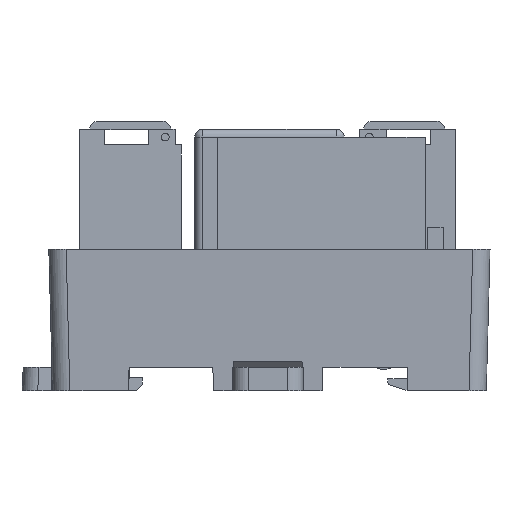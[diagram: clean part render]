
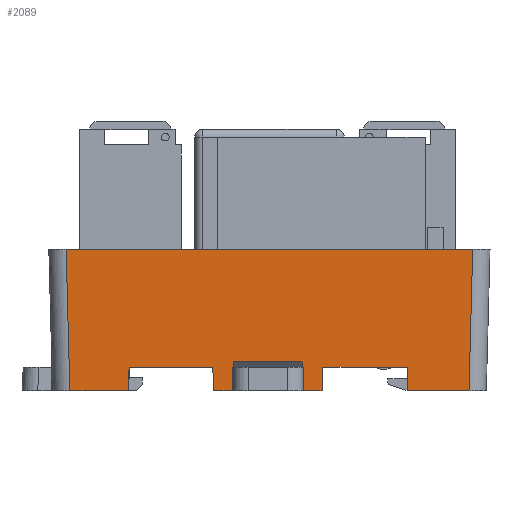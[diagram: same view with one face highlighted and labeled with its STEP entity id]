
A CAD part, left-side view. The second image highlights one B-rep face of the part: STEP entity #2089.
In plain terms, the highlighted planar face has unit normal (-1, 0, -0.026).
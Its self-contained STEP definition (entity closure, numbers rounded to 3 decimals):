
#1364=FACE_OUTER_BOUND('',#4106,.T.);
#2089=ADVANCED_FACE('',(#1364),#2869,.T.);
#2869=PLANE('',#16197);
#4106=EDGE_LOOP('',(#5791,#5792,#5793,#5794,#5795,#5796,#5797,#5798,#5799,
#5800,#5801,#5802,#5803,#5804,#5805,#5806));
#5791=ORIENTED_EDGE('',*,*,#11081,.F.);
#5792=ORIENTED_EDGE('',*,*,#11064,.T.);
#5793=ORIENTED_EDGE('',*,*,#11085,.T.);
#5794=ORIENTED_EDGE('',*,*,#10714,.T.);
#5795=ORIENTED_EDGE('',*,*,#10910,.T.);
#5796=ORIENTED_EDGE('',*,*,#10955,.T.);
#5797=ORIENTED_EDGE('',*,*,#11092,.T.);
#5798=ORIENTED_EDGE('',*,*,#10938,.F.);
#5799=ORIENTED_EDGE('',*,*,#11095,.T.);
#5800=ORIENTED_EDGE('',*,*,#10881,.T.);
#5801=ORIENTED_EDGE('',*,*,#10966,.F.);
#5802=ORIENTED_EDGE('',*,*,#10724,.T.);
#5803=ORIENTED_EDGE('',*,*,#11074,.F.);
#5804=ORIENTED_EDGE('',*,*,#11060,.T.);
#5805=ORIENTED_EDGE('',*,*,#11078,.F.);
#5806=ORIENTED_EDGE('',*,*,#11080,.T.);
#9310=VERTEX_POINT('',#21484);
#9311=VERTEX_POINT('',#21486);
#9320=VERTEX_POINT('',#21504);
#9321=VERTEX_POINT('',#21506);
#9445=VERTEX_POINT('',#21818);
#9446=VERTEX_POINT('',#21820);
#9465=VERTEX_POINT('',#21877);
#9490=VERTEX_POINT('',#21935);
#9491=VERTEX_POINT('',#21937);
#9500=VERTEX_POINT('',#21964);
#9557=VERTEX_POINT('',#22169);
#9559=VERTEX_POINT('',#22174);
#9562=VERTEX_POINT('',#22182);
#9563=VERTEX_POINT('',#22184);
#9568=VERTEX_POINT('',#22209);
#9569=VERTEX_POINT('',#22213);
#10714=EDGE_CURVE('',#9311,#9310,#12779,.T.);
#10724=EDGE_CURVE('',#9321,#9320,#12787,.T.);
#10881=EDGE_CURVE('',#9446,#9445,#12939,.T.);
#10910=EDGE_CURVE('',#9310,#9465,#12959,.T.);
#10938=EDGE_CURVE('',#9490,#9491,#12986,.T.);
#10955=EDGE_CURVE('',#9465,#9500,#12999,.T.);
#10966=EDGE_CURVE('',#9321,#9445,#13009,.T.);
#11060=EDGE_CURVE('',#9557,#9559,#13098,.T.);
#11064=EDGE_CURVE('',#9563,#9562,#13101,.T.);
#11074=EDGE_CURVE('',#9557,#9320,#13111,.T.);
#11078=EDGE_CURVE('',#9568,#9559,#13115,.T.);
#11080=EDGE_CURVE('',#9568,#9569,#13117,.T.);
#11081=EDGE_CURVE('',#9563,#9569,#13118,.T.);
#11085=EDGE_CURVE('',#9562,#9311,#13122,.T.);
#11092=EDGE_CURVE('',#9500,#9491,#13127,.T.);
#11095=EDGE_CURVE('',#9490,#9446,#13130,.T.);
#12779=LINE('',#21485,#14511);
#12787=LINE('',#21505,#14519);
#12939=LINE('',#21819,#14671);
#12959=LINE('',#21876,#14691);
#12986=LINE('',#21936,#14718);
#12999=LINE('',#21965,#14731);
#13009=LINE('',#21984,#14741);
#13098=LINE('',#22175,#14830);
#13101=LINE('',#22183,#14833);
#13111=LINE('',#22202,#14843);
#13115=LINE('',#22210,#14847);
#13117=LINE('',#22214,#14849);
#13118=LINE('',#22216,#14850);
#13122=LINE('',#22223,#14854);
#13127=LINE('',#22237,#14859);
#13130=LINE('',#22244,#14862);
#14511=VECTOR('',#17312,1.);
#14519=VECTOR('',#17324,1.);
#14671=VECTOR('',#17550,1.);
#14691=VECTOR('',#17606,1.);
#14718=VECTOR('',#17647,1.);
#14731=VECTOR('',#17672,1.);
#14741=VECTOR('',#17690,1.);
#14830=VECTOR('',#17875,1.);
#14833=VECTOR('',#17882,1.);
#14843=VECTOR('',#17900,1.);
#14847=VECTOR('',#17910,1.);
#14849=VECTOR('',#17914,1.);
#14850=VECTOR('',#17917,1.);
#14854=VECTOR('',#17927,1.);
#14859=VECTOR('',#17950,1.);
#14862=VECTOR('',#17961,1.);
#16197=AXIS2_PLACEMENT_3D('',#22246,#17964,#17965);
#17312=DIRECTION('',(0.,-1.,0.));
#17324=DIRECTION('',(0.,-1.,0.));
#17550=DIRECTION('',(0.,-1.,0.));
#17606=DIRECTION('',(0.026,-0.017,-1.));
#17647=DIRECTION('',(0.,-1.,0.));
#17672=DIRECTION('',(0.,-1.,0.));
#17690=DIRECTION('',(0.026,0.017,-1.));
#17875=DIRECTION('',(0.,-1.,0.));
#17882=DIRECTION('',(0.,-1.,0.));
#17900=DIRECTION('',(-0.026,0.035,0.999));
#17910=DIRECTION('',(0.026,0.009,-1.));
#17914=DIRECTION('',(0.,-1.,0.));
#17917=DIRECTION('',(-0.026,0.009,1.));
#17927=DIRECTION('',(-0.026,-0.035,0.999));
#17950=DIRECTION('',(-0.026,-0.026,0.999));
#17961=DIRECTION('',(0.026,-0.026,-0.999));
#17964=DIRECTION('',(-1.,0.,-0.026));
#17965=DIRECTION('',(-0.026,0.,1.));
#21484=CARTESIAN_POINT('',(-37.057,-17.55,-30.25));
#21485=CARTESIAN_POINT('',(-37.057,0.2,-30.25));
#21486=CARTESIAN_POINT('',(-37.057,-6.8,-30.25));
#21504=CARTESIAN_POINT('',(-37.057,7.2,-30.25));
#21505=CARTESIAN_POINT('',(-37.057,0.2,-30.25));
#21506=CARTESIAN_POINT('',(-37.057,17.85,-30.25));
#21818=CARTESIAN_POINT('',(-36.979,17.902,-33.25));
#21819=CARTESIAN_POINT('',(-36.979,0.2,-33.25));
#21820=CARTESIAN_POINT('',(-36.979,25.379,-33.25));
#21876=CARTESIAN_POINT('',(-37.458,-17.283,-14.956));
#21877=CARTESIAN_POINT('',(-36.979,-17.602,-33.25));
#21935=CARTESIAN_POINT('',(-37.45,25.851,-15.25));
#21936=CARTESIAN_POINT('',(-37.45,-0.3,-15.25));
#21937=CARTESIAN_POINT('',(-37.45,-25.851,-15.25));
#21964=CARTESIAN_POINT('',(-36.979,-25.379,-33.25));
#21965=CARTESIAN_POINT('',(-36.979,-0.3,-33.25));
#21984=CARTESIAN_POINT('',(-37.026,17.871,-31.454));
#22169=CARTESIAN_POINT('',(-36.979,7.095,-33.25));
#22174=CARTESIAN_POINT('',(-36.979,4.576,-33.25));
#22175=CARTESIAN_POINT('',(-36.979,0.2,-33.25));
#22182=CARTESIAN_POINT('',(-36.979,-6.695,-33.25));
#22183=CARTESIAN_POINT('',(-36.979,0.2,-33.25));
#22184=CARTESIAN_POINT('',(-36.979,-4.176,-33.25));
#22202=CARTESIAN_POINT('',(-37.026,7.158,-31.452));
#22209=CARTESIAN_POINT('',(-37.076,4.544,-29.524));
#22210=CARTESIAN_POINT('',(-37.451,4.419,-15.211));
#22213=CARTESIAN_POINT('',(-37.076,-4.144,-29.524));
#22214=CARTESIAN_POINT('',(-37.076,-209.245,-29.524));
#22216=CARTESIAN_POINT('',(-37.451,-4.019,-15.22));
#22223=CARTESIAN_POINT('',(-37.444,-7.315,-15.497));
#22237=CARTESIAN_POINT('',(-37.433,-25.833,-15.91));
#22244=CARTESIAN_POINT('',(-37.433,25.833,-15.91));
#22246=CARTESIAN_POINT('',(-37.45,-0.3,-15.253));
